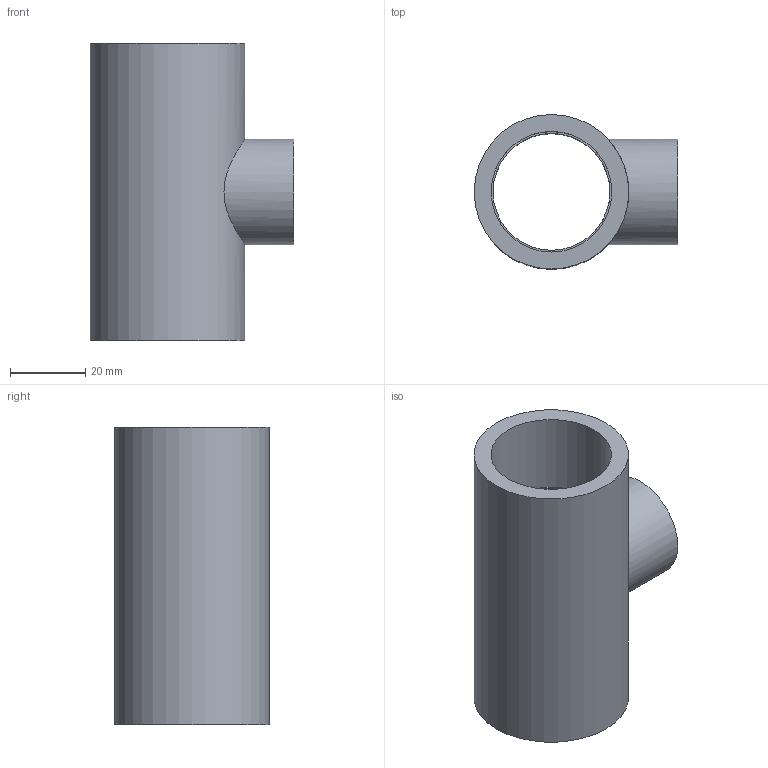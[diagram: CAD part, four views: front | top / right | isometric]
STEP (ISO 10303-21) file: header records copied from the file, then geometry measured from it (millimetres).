
FILE_DESCRIPTION(/* description */ (''),/* implementation_level */ '2;1');
FILE_NAME(/* name */ 'TRIV032020.ipt.stp',/* time_stamp */ '2013-10-01T14:56:21+02:00',/* author */ ('bfaro'),/* organization */ (''),/* preprocessor_version */ 'ST-DEVELOPER v15.2',/* originating_system */ 'Autodesk Inventor 2014',/* authorisation */ '');
FILE_SCHEMA (('AUTOMOTIVE_DESIGN { 1 0 10303 214 3 1 1 }'));
Length unit declared in the file: millimetre
Products named in the file (1): TRIV032020
Bounding box: 54 x 41 x 79 mm (x, y, z)
Volume: 45477.2 mm3; surface area: 21107.7 mm2
Topology: 1 solids, 1 shells, 13 faces, 30 edges, 21 vertices
Faces by surface type: cylinder 7, plane 6
Full cylindrical faces by diameter (mm): 19 x1, 20 x1, 28 x1, 31 x1, 32 x2, 41 x1
Entity records: 411 total; most frequent: CARTESIAN_POINT 141, DIRECTION 52, ORIENTED_EDGE 34, EDGE_LOOP 28, AXIS2_PLACEMENT_3D 26, FACE_BOUND 20, VERTEX_POINT 17, EDGE_CURVE 17
